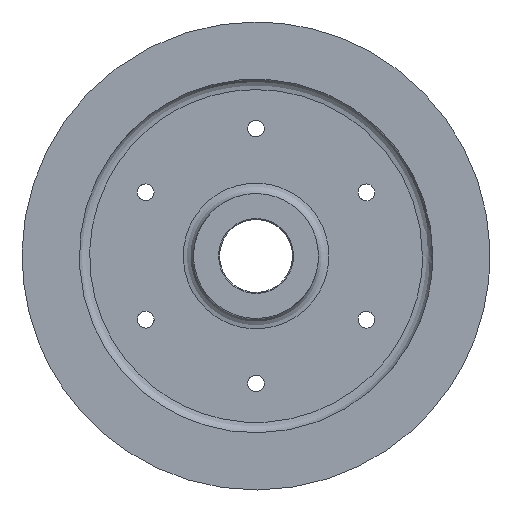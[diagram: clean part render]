
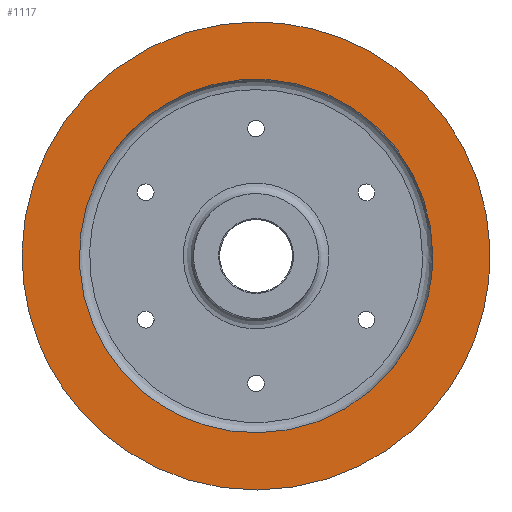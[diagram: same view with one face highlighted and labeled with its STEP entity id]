
A CAD part, left-side view. The second image highlights one B-rep face of the part: STEP entity #1117.
In plain terms, the highlighted free-form (B-spline) face has degree [1, 1] with [2, 2] control points.
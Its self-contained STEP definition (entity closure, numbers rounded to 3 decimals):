
#988 = VERTEX_POINT('',#989);
#989 = CARTESIAN_POINT('',(-183.591,-173.392,
    0.));
#994 = EDGE_CURVE('',#988,#988,#995,.T.);
#995 = ( BOUNDED_CURVE() B_SPLINE_CURVE(2,(#996,#997,#998,#999,#1000,
#1001,#1002),.UNSPECIFIED.,.T.,.F.) B_SPLINE_CURVE_WITH_KNOTS((1,2,2,2,2
    ,1),(-2.094,0.,2.094,4.189,6.283,
8.378),.UNSPECIFIED.) CURVE() GEOMETRIC_REPRESENTATION_ITEM() 
RATIONAL_B_SPLINE_CURVE((1.,0.5,1.,0.5,1.,0.5,1.)) REPRESENTATION_ITEM(
  '') );
#996 = CARTESIAN_POINT('',(-183.591,-173.392,
    0.));
#997 = CARTESIAN_POINT('',(-183.591,-173.392,
    300.323));
#998 = CARTESIAN_POINT('',(-183.591,86.696,
    150.161));
#999 = CARTESIAN_POINT('',(-183.591,346.783,
    0.));
#1000 = CARTESIAN_POINT('',(-183.591,86.696,
    -150.161));
#1001 = CARTESIAN_POINT('',(-183.591,-173.392,
    -300.323));
#1002 = CARTESIAN_POINT('',(-183.591,-173.392,
    0.));
#1117 = ADVANCED_FACE('',(#1118,#1132),#1135,.T.);
#1118 = FACE_BOUND('',#1119,.T.);
#1119 = EDGE_LOOP('',(#1120));
#1120 = ORIENTED_EDGE('',*,*,#1121,.T.);
#1121 = EDGE_CURVE('',#1122,#1122,#1124,.T.);
#1122 = VERTEX_POINT('',#1123);
#1123 = CARTESIAN_POINT('',(-183.591,0.,
    229.489));
#1124 = ( BOUNDED_CURVE() B_SPLINE_CURVE(2,(#1125,#1126,#1127,#1128,
#1129,#1130,#1131),.UNSPECIFIED.,.T.,.F.) B_SPLINE_CURVE_WITH_KNOTS((1,2
    ,2,2,2,1),(-2.094,0.,2.094,4.189,
6.283,8.378),.UNSPECIFIED.) CURVE() 
GEOMETRIC_REPRESENTATION_ITEM() RATIONAL_B_SPLINE_CURVE((1.,0.5,1.,0.5,
1.,0.5,1.)) REPRESENTATION_ITEM('') );
#1125 = CARTESIAN_POINT('',(-183.591,0.,
    229.489));
#1126 = CARTESIAN_POINT('',(-183.591,397.486,
    229.489));
#1127 = CARTESIAN_POINT('',(-183.591,198.743,
    -114.744));
#1128 = CARTESIAN_POINT('',(-183.591,0.,
    -458.978));
#1129 = CARTESIAN_POINT('',(-183.591,-198.743,
    -114.744));
#1130 = CARTESIAN_POINT('',(-183.591,-397.486,
    229.489));
#1131 = CARTESIAN_POINT('',(-183.591,0.,
    229.489));
#1132 = FACE_BOUND('',#1133,.T.);
#1133 = EDGE_LOOP('',(#1134));
#1134 = ORIENTED_EDGE('',*,*,#994,.F.);
#1135 = B_SPLINE_SURFACE_WITH_KNOTS('',1,1,(
    (#1136,#1137)
    ,(#1138,#1139
    )),.UNSPECIFIED.,.F.,.F.,.F.,(2,2),(2,2),(-225.,225.),(-225.,225.),
  .PIECEWISE_BEZIER_KNOTS.);
#1136 = CARTESIAN_POINT('',(-183.591,-229.489,
    -229.489));
#1137 = CARTESIAN_POINT('',(-183.591,229.489,
    -229.489));
#1138 = CARTESIAN_POINT('',(-183.591,-229.489,
    229.489));
#1139 = CARTESIAN_POINT('',(-183.591,229.489,
    229.489));
